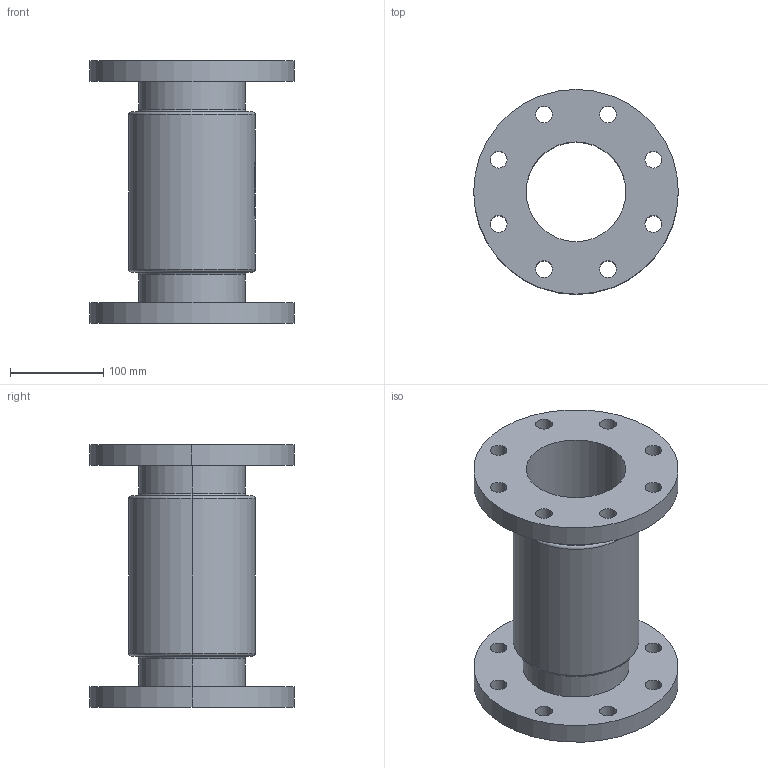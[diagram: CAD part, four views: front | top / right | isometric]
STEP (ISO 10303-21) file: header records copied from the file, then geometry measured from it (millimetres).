
FILE_DESCRIPTION (( 'STEP AP214' ), '1' );
FILE_NAME ('7120000_DN100_PN16_51420266.STEP', '2022-02-17T11:01:13', ( 'axxx' ), ( 'Hewlett-Packard Company' ), 'SwSTEP 2.0', 'SolidWorks 2019', '' );
FILE_SCHEMA (( 'AUTOMOTIVE_DESIGN' ));
Length unit declared in the file: millimetre
Products named in the file (1): 7120000_DN100_PN16_51420266
Bounding box: 220 x 220 x 282 mm (x, y, z)
Volume: 2209894.1 mm3; surface area: 357171.8 mm2
Topology: 1 solids, 1 shells, 545 faces, 1468 edges, 976 vertices
Faces by surface type: plane 243, bspline 218, cylinder 76, torus 8
Entity records: 29828 total; most frequent: CARTESIAN_POINT 17595, ORIENTED_EDGE 2936, DIRECTION 1779, EDGE_CURVE 1468, VERTEX_POINT 976, VECTOR 767, LINE 767, EDGE_LOOP 630
